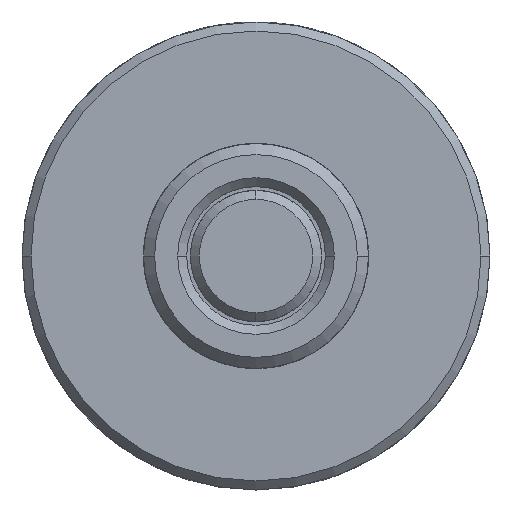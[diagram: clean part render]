
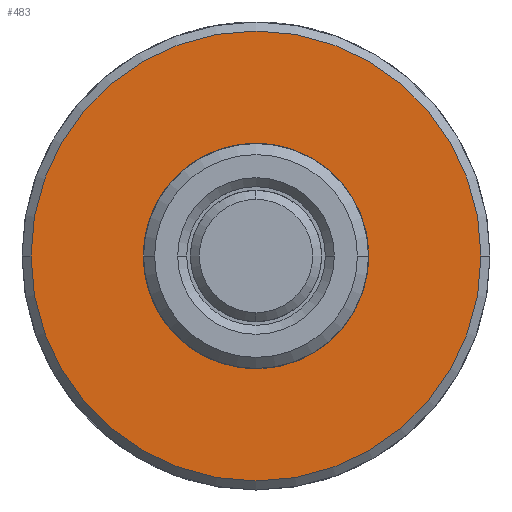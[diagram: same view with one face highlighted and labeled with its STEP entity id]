
A CAD part, left-side view. The second image highlights one B-rep face of the part: STEP entity #483.
In plain terms, the highlighted planar face has unit normal (-1, 0, 0).
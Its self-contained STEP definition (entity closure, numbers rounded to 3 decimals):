
#2 = AXIS2_PLACEMENT_3D ( 'NONE', #999, #587, #2493 ) ;
#109 = AXIS2_PLACEMENT_3D ( 'NONE', #3676, #1820, #3115 ) ;
#126 = AXIS2_PLACEMENT_3D ( 'NONE', #2737, #608, #1571 ) ;
#483 = ADVANCED_FACE ( 'NONE', ( #2193, #3427 ), #881, .F. ) ;
#587 = DIRECTION ( 'NONE',  ( 1., 0., 0. ) ) ;
#608 = DIRECTION ( 'NONE',  ( 1., 0., 0. ) ) ;
#828 = DIRECTION ( 'NONE',  ( 0., 0., -1. ) ) ;
#881 = PLANE ( 'NONE',  #126 ) ;
#893 = VERTEX_POINT ( 'NONE', #1473 ) ;
#896 = CIRCLE ( 'NONE', #2269, 19.05 ) ;
#918 = VERTEX_POINT ( 'NONE', #1846 ) ;
#952 = ORIENTED_EDGE ( 'NONE', *, *, #1557, .T. ) ;
#999 = CARTESIAN_POINT ( 'NONE',  ( 16.764, 0., 0. ) ) ;
#1001 = DIRECTION ( 'NONE',  ( 1., 0., 0. ) ) ;
#1025 = AXIS2_PLACEMENT_3D ( 'NONE', #2748, #2081, #828 ) ;
#1064 = DIRECTION ( 'NONE',  ( 0., 0., -1. ) ) ;
#1094 = EDGE_LOOP ( 'NONE', ( #1405, #1205 ) ) ;
#1205 = ORIENTED_EDGE ( 'NONE', *, *, #1650, .F. ) ;
#1361 = EDGE_CURVE ( 'NONE', #893, #1819, #896, .T. ) ;
#1405 = ORIENTED_EDGE ( 'NONE', *, *, #1361, .F. ) ;
#1468 = CARTESIAN_POINT ( 'NONE',  ( 16.764, 0., 9.493 ) ) ;
#1473 = CARTESIAN_POINT ( 'NONE',  ( 16.764, 0., 19.05 ) ) ;
#1539 = VERTEX_POINT ( 'NONE', #1468 ) ;
#1557 = EDGE_CURVE ( 'NONE', #918, #1539, #3617, .T. ) ;
#1571 = DIRECTION ( 'NONE',  ( 0., 0., -1. ) ) ;
#1650 = EDGE_CURVE ( 'NONE', #1819, #893, #2875, .T. ) ;
#1819 = VERTEX_POINT ( 'NONE', #3954 ) ;
#1820 = DIRECTION ( 'NONE',  ( 1., 0., 0. ) ) ;
#1846 = CARTESIAN_POINT ( 'NONE',  ( 16.764, 0., -9.493 ) ) ;
#1986 = CARTESIAN_POINT ( 'NONE',  ( 16.764, 0., 0. ) ) ;
#2081 = DIRECTION ( 'NONE',  ( 1., 0., 0. ) ) ;
#2193 = FACE_OUTER_BOUND ( 'NONE', #1094, .T. ) ;
#2269 = AXIS2_PLACEMENT_3D ( 'NONE', #1986, #1001, #1064 ) ;
#2315 = ORIENTED_EDGE ( 'NONE', *, *, #3020, .T. ) ;
#2493 = DIRECTION ( 'NONE',  ( 0., 0., -1. ) ) ;
#2705 = EDGE_LOOP ( 'NONE', ( #952, #2315 ) ) ;
#2737 = CARTESIAN_POINT ( 'NONE',  ( 16.764, 0., 0. ) ) ;
#2748 = CARTESIAN_POINT ( 'NONE',  ( 16.764, 0., 0. ) ) ;
#2875 = CIRCLE ( 'NONE', #109, 19.05 ) ;
#3020 = EDGE_CURVE ( 'NONE', #1539, #918, #3242, .T. ) ;
#3115 = DIRECTION ( 'NONE',  ( 0., 0., -1. ) ) ;
#3242 = CIRCLE ( 'NONE', #2, 9.493 ) ;
#3427 = FACE_BOUND ( 'NONE', #2705, .T. ) ;
#3617 = CIRCLE ( 'NONE', #1025, 9.493 ) ;
#3676 = CARTESIAN_POINT ( 'NONE',  ( 16.764, 0., 0. ) ) ;
#3954 = CARTESIAN_POINT ( 'NONE',  ( 16.764, 0., -19.05 ) ) ;
